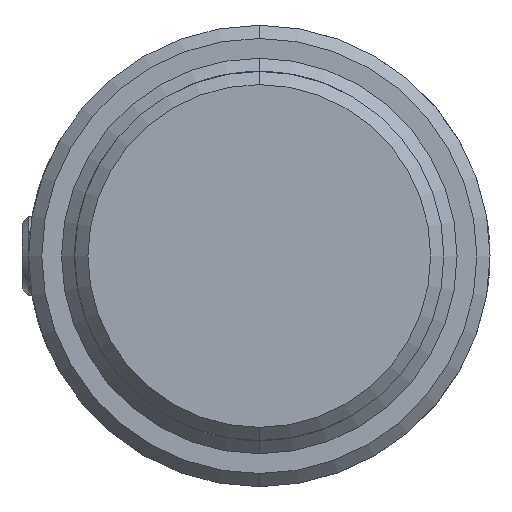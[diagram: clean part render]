
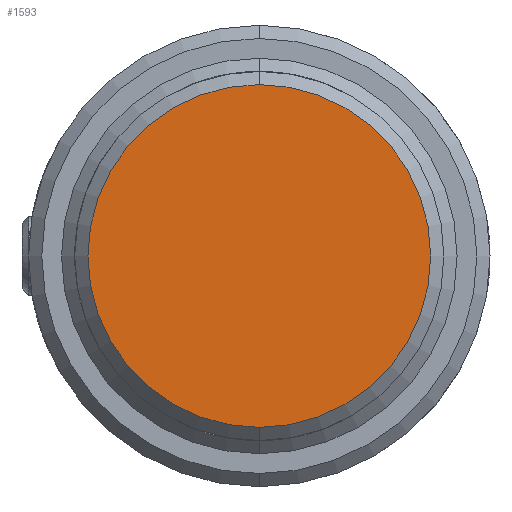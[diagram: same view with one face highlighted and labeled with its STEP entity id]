
A CAD part, left-side view. The second image highlights one B-rep face of the part: STEP entity #1593.
In plain terms, the highlighted planar face has unit normal (-1, 0, 0).
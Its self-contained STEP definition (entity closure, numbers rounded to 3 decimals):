
#412 = VERTEX_POINT ( 'NONE', #1634 ) ;
#524 = ORIENTED_EDGE ( 'NONE', *, *, #2037, .T. ) ;
#560 = ORIENTED_EDGE ( 'NONE', *, *, #1999, .T. ) ;
#926 = AXIS2_PLACEMENT_3D ( 'NONE', #2032, #2031, #2008 ) ;
#953 = AXIS2_PLACEMENT_3D ( 'NONE', #2084, #2083, #2078 ) ;
#1023 = CIRCLE ( 'NONE', #926, 13. ) ;
#1090 = EDGE_LOOP ( 'NONE', ( #524, #560 ) ) ;
#1118 = AXIS2_PLACEMENT_3D ( 'NONE', #2711, #2707, #2706 ) ;
#1305 = FACE_OUTER_BOUND ( 'NONE', #1090, .T. ) ;
#1593 = ADVANCED_FACE ( 'NONE', ( #1305 ), #2734, .F. ) ;
#1634 = CARTESIAN_POINT ( 'NONE',  ( -34., 0., -13. ) ) ;
#1999 = EDGE_CURVE ( 'NONE', #2948, #412, #2832, .T. ) ;
#2008 = DIRECTION ( 'NONE',  ( 0., 0., -1. ) ) ;
#2031 = DIRECTION ( 'NONE',  ( -1., 0., 0. ) ) ;
#2032 = CARTESIAN_POINT ( 'NONE',  ( -34., 0., 0. ) ) ;
#2037 = EDGE_CURVE ( 'NONE', #412, #2948, #1023, .T. ) ;
#2078 = DIRECTION ( 'NONE',  ( 0., 0., -1. ) ) ;
#2083 = DIRECTION ( 'NONE',  ( -1., 0., 0. ) ) ;
#2084 = CARTESIAN_POINT ( 'NONE',  ( -34., 0., 0. ) ) ;
#2706 = DIRECTION ( 'NONE',  ( 0., 0., -1. ) ) ;
#2707 = DIRECTION ( 'NONE',  ( 1., 0., 0. ) ) ;
#2711 = CARTESIAN_POINT ( 'NONE',  ( -34., 0., 0. ) ) ;
#2734 = PLANE ( 'NONE',  #1118 ) ;
#2832 = CIRCLE ( 'NONE', #953, 13. ) ;
#2948 = VERTEX_POINT ( 'NONE', #3128 ) ;
#3128 = CARTESIAN_POINT ( 'NONE',  ( -34., 0., 13. ) ) ;
